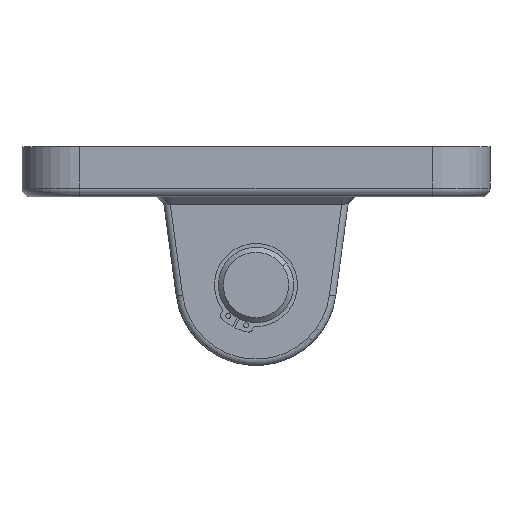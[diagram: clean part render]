
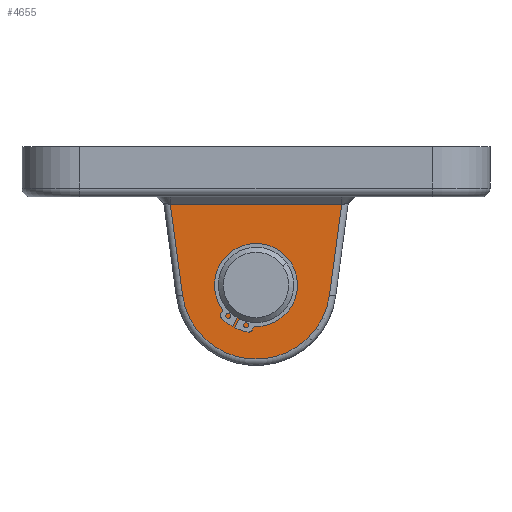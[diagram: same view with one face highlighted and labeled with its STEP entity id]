
A CAD part, front view. The second image highlights one B-rep face of the part: STEP entity #4655.
In plain terms, the highlighted planar face has unit normal (0, -1, 0).
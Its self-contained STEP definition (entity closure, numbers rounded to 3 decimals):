
#864 = VECTOR ( 'NONE', #4346, 1000. ) ;
#867 = LINE ( 'NONE', #4340, #864 ) ;
#868 = CIRCLE ( 'NONE', #1726, 29.5 ) ;
#869 = LINE ( 'NONE', #4347, #870 ) ;
#870 = VECTOR ( 'NONE', #4348, 1000. ) ;
#871 = LINE ( 'NONE', #4349, #872 ) ;
#872 = VECTOR ( 'NONE', #4350, 1000. ) ;
#882 = CIRCLE ( 'NONE', #1730, 15. ) ;
#1073 = CIRCLE ( 'NONE', #1776, 15. ) ;
#1515 = EDGE_CURVE ( 'NONE', #3884, #3881, #868, .T. ) ;
#1516 = EDGE_CURVE ( 'NONE', #3881, #3882, #867, .T. ) ;
#1517 = EDGE_CURVE ( 'NONE', #3882, #3883, #869, .T. ) ;
#1518 = EDGE_CURVE ( 'NONE', #3883, #3884, #871, .T. ) ;
#1524 = EDGE_CURVE ( 'NONE', #3774, #3783, #882, .T. ) ;
#1645 = EDGE_CURVE ( 'NONE', #3783, #3774, #1073, .T. ) ;
#1726 = AXIS2_PLACEMENT_3D ( 'NONE', #4335, #4343, #4344 ) ;
#1730 = AXIS2_PLACEMENT_3D ( 'NONE', #4357, #4364, #4365 ) ;
#1776 = AXIS2_PLACEMENT_3D ( 'NONE', #3371, #3374, #3375 ) ;
#1997 = AXIS2_PLACEMENT_3D ( 'NONE', #5552, #5559, #5560 ) ;
#3282 = EDGE_LOOP ( 'NONE', ( #3517, #3491, #3512, #3485 ) ) ;
#3289 = EDGE_LOOP ( 'NONE', ( #3545, #3499 ) ) ;
#3371 = CARTESIAN_POINT ( 'NONE',  ( 93., 8., -35. ) ) ;
#3374 = DIRECTION ( 'NONE',  ( 0., 1., 0. ) ) ;
#3375 = DIRECTION ( 'NONE',  ( 0., 0., 1. ) ) ;
#3485 = ORIENTED_EDGE ( 'NONE', *, *, #1515, .T. ) ;
#3491 = ORIENTED_EDGE ( 'NONE', *, *, #1517, .T. ) ;
#3499 = ORIENTED_EDGE ( 'NONE', *, *, #1524, .T. ) ;
#3512 = ORIENTED_EDGE ( 'NONE', *, *, #1518, .T. ) ;
#3517 = ORIENTED_EDGE ( 'NONE', *, *, #1516, .T. ) ;
#3545 = ORIENTED_EDGE ( 'NONE', *, *, #1645, .T. ) ;
#3774 = VERTEX_POINT ( 'NONE', #5145 ) ;
#3783 = VERTEX_POINT ( 'NONE', #5154 ) ;
#3881 = VERTEX_POINT ( 'NONE', #5252 ) ;
#3882 = VERTEX_POINT ( 'NONE', #5253 ) ;
#3883 = VERTEX_POINT ( 'NONE', #5254 ) ;
#3884 = VERTEX_POINT ( 'NONE', #5255 ) ;
#4335 = CARTESIAN_POINT ( 'NONE',  ( 93., 8., -35. ) ) ;
#4340 = CARTESIAN_POINT ( 'NONE',  ( 122.238, 8., -38.922 ) ) ;
#4343 = DIRECTION ( 'NONE',  ( 0., -1., 0. ) ) ;
#4344 = DIRECTION ( 'NONE',  ( 0., 0., 1. ) ) ;
#4346 = DIRECTION ( 'NONE',  ( 0.133, 0., 0.991 ) ) ;
#4347 = CARTESIAN_POINT ( 'NONE',  ( 93., 8., -3. ) ) ;
#4348 = DIRECTION ( 'NONE',  ( -1., 0., 0. ) ) ;
#4349 = CARTESIAN_POINT ( 'NONE',  ( 63.762, 8., -38.922 ) ) ;
#4350 = DIRECTION ( 'NONE',  ( 0.133, 0., -0.991 ) ) ;
#4357 = CARTESIAN_POINT ( 'NONE',  ( 93., 8., -35. ) ) ;
#4364 = DIRECTION ( 'NONE',  ( 0., 1., 0. ) ) ;
#4365 = DIRECTION ( 'NONE',  ( 0., 0., 1. ) ) ;
#4655 = ADVANCED_FACE ( 'NONE', ( #4975, #4971 ), #5558, .F. ) ;
#4971 = FACE_BOUND ( 'NONE', #3289, .T. ) ;
#4975 = FACE_OUTER_BOUND ( 'NONE', #3282, .T. ) ;
#5145 = CARTESIAN_POINT ( 'NONE',  ( 93., 8., -20. ) ) ;
#5154 = CARTESIAN_POINT ( 'NONE',  ( 93., 8., -50. ) ) ;
#5252 = CARTESIAN_POINT ( 'NONE',  ( 122.234, 8., -38.951 ) ) ;
#5253 = CARTESIAN_POINT ( 'NONE',  ( 127.057, 8., -3. ) ) ;
#5254 = CARTESIAN_POINT ( 'NONE',  ( 58.943, 8., -3. ) ) ;
#5255 = CARTESIAN_POINT ( 'NONE',  ( 63.766, 8., -38.951 ) ) ;
#5552 = CARTESIAN_POINT ( 'NONE',  ( 93., 8., -35. ) ) ;
#5558 = PLANE ( 'NONE',  #1997 ) ;
#5559 = DIRECTION ( 'NONE',  ( 0., 1., 0. ) ) ;
#5560 = DIRECTION ( 'NONE',  ( 0., 0., 1. ) ) ;
